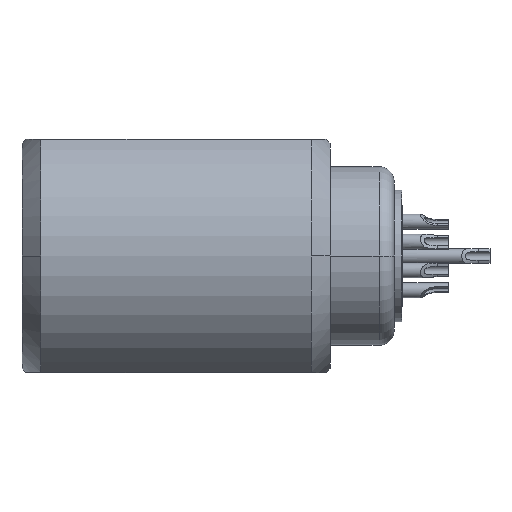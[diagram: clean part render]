
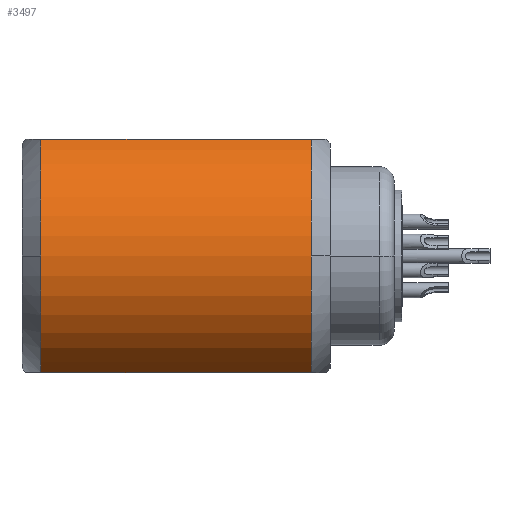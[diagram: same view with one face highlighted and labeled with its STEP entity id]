
A CAD part, front view. The second image highlights one B-rep face of the part: STEP entity #3497.
In plain terms, the highlighted cylindrical face has radius 7 mm (diameter 14 mm), a partial arc.
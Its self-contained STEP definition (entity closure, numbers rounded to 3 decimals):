
#437=CARTESIAN_POINT('',(0.,0.,0.));
#438=DIRECTION('',(-1.,0.,0.));
#439=DIRECTION('',(0.,-1.,0.));
#440=AXIS2_PLACEMENT_3D('',#437,#438,#439);
#442=CARTESIAN_POINT('',(0.,0.,0.));
#443=DIRECTION('',(-1.,0.,0.));
#444=DIRECTION('',(0.,-0.464,-0.886));
#445=AXIS2_PLACEMENT_3D('',#442,#443,#444);
#447=DIRECTION('',(1.,0.,0.));
#448=VECTOR('',#447,14.4);
#449=CARTESIAN_POINT('',(-14.4,-3.25,-6.2));
#450=LINE('',#449,#448);
#451=DIRECTION('',(1.,0.,0.));
#452=VECTOR('',#451,14.4);
#453=CARTESIAN_POINT('',(-14.4,-3.25,6.2));
#454=LINE('',#453,#452);
#464=CARTESIAN_POINT('',(-14.4,0.,0.));
#465=DIRECTION('',(1.,0.,0.));
#466=DIRECTION('',(0.,-0.464,0.886));
#467=AXIS2_PLACEMENT_3D('',#464,#465,#466);
#509=CARTESIAN_POINT('',(-14.4,0.,0.));
#510=DIRECTION('',(-1.,0.,0.));
#511=DIRECTION('',(0.,-0.464,-0.886));
#512=AXIS2_PLACEMENT_3D('',#509,#510,#511);
#2416=CARTESIAN_POINT('',(-14.4,-7.,0.));
#2418=VERTEX_POINT('',#2416);
#2424=CARTESIAN_POINT('',(-14.4,-3.25,6.2));
#2425=CARTESIAN_POINT('',(0.,-3.25,6.2));
#2426=VERTEX_POINT('',#2424);
#2427=VERTEX_POINT('',#2425);
#2428=CARTESIAN_POINT('',(-14.4,-3.25,-6.2));
#2429=CARTESIAN_POINT('',(0.,-3.25,-6.2));
#2430=VERTEX_POINT('',#2428);
#2431=VERTEX_POINT('',#2429);
#2452=CARTESIAN_POINT('',(0.,-7.,
0.));
#2453=VERTEX_POINT('',#2452);
#3480=CARTESIAN_POINT('',(-16.39,0.,0.));
#3481=DIRECTION('',(1.,0.,0.));
#3482=DIRECTION('',(0.,-1.,0.));
#3483=AXIS2_PLACEMENT_3D('',#3480,#3481,#3482);
#3484=CYLINDRICAL_SURFACE('',#3483,7.);
#3486=ORIENTED_EDGE('',*,*,#3485,.F.);
#3487=ORIENTED_EDGE('',*,*,#3414,.F.);
#3488=ORIENTED_EDGE('',*,*,#3438,.F.);
#3490=ORIENTED_EDGE('',*,*,#3489,.T.);
#3492=ORIENTED_EDGE('',*,*,#3491,.F.);
#3494=ORIENTED_EDGE('',*,*,#3493,.T.);
#3495=EDGE_LOOP('',(#3486,#3487,#3488,#3490,#3492,#3494));
#3496=FACE_OUTER_BOUND('',#3495,.F.);
#441=CIRCLE('',#440,7.);
#446=CIRCLE('',#445,7.);
#468=CIRCLE('',#467,7.);
#513=CIRCLE('',#512,7.);
#3414=EDGE_CURVE('',#2431,#2453,#446,.T.);
#3438=EDGE_CURVE('',#2430,#2431,#450,.T.);
#3485=EDGE_CURVE('',#2453,#2427,#441,.T.);
#3489=EDGE_CURVE('',#2430,#2418,#513,.T.);
#3491=EDGE_CURVE('',#2426,#2418,#468,.T.);
#3493=EDGE_CURVE('',#2426,#2427,#454,.T.);
#3497=ADVANCED_FACE('',(#3496),#3484,.T.);
